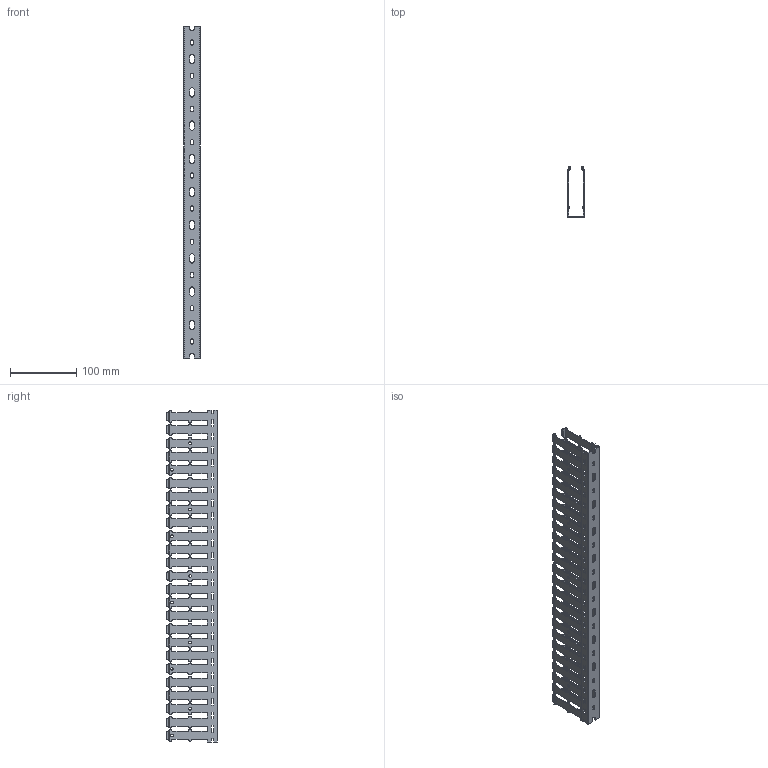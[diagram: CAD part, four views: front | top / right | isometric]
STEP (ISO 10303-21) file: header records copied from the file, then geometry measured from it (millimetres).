
FILE_DESCRIPTION (( 'STEP AP214' ), '1' );
FILE_NAME ('盷贄鍧闉鍕_RL_Corpo_T1_025x080.STEP', '2018-11-14T08:40:32', ( '' ), ( '' ), 'SwSTEP 2.0', 'SolidWorks 2016', '' );
FILE_SCHEMA (( 'AUTOMOTIVE_DESIGN' ));
Length unit declared in the file: millimetre
Products named in the file (1): 盷贄鍧闉鍕_RL_Corpo_T1_025x080
Bounding box: 25 x 76.75 x 500 mm (x, y, z)
Volume: 89201 mm3; surface area: 145624.8 mm2
Topology: 1 solids, 1 shells, 2236 faces, 6702 edges, 4468 vertices
Faces by surface type: cylinder 1266, plane 970
Full cylindrical faces by diameter (mm): 4 x20
Entity records: 79648 total; most frequent: CARTESIAN_POINT 19675, ORIENTED_EDGE 13364, DIRECTION 11988, EDGE_CURVE 6682, VERTEX_POINT 4468, AXIS2_PLACEMENT_3D 4169, VECTOR 3650, LINE 3650
